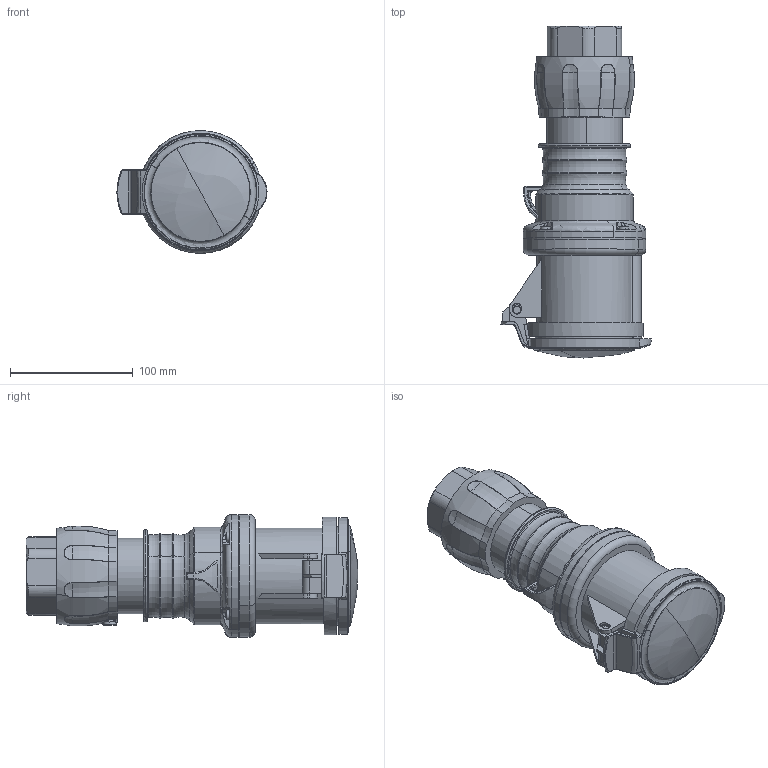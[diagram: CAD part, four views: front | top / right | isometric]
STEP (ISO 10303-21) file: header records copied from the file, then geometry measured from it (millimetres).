
FILE_DESCRIPTION((''),'2;1');
FILE_NAME('GW63016H_SW0002','2020-09-07T10:23:00',('User'),('Technoprobe spa'),'CREO PARAMETRIC BY PTC INC, 2020074','CREO PARAMETRIC BY PTC INC, 2020074','');
FILE_SCHEMA(('CONFIG_CONTROL_DESIGN'));
Length unit declared in the file: millimetre
Products named in the file (1): GW63016H_SW0002
Bounding box: 122.2 x 270.28 x 99.97 mm (x, y, z)
Volume: 1278334.5 mm3; surface area: 103573.6 mm2
Topology: 1 solids, 1 shells, 486 faces, 1312 edges, 834 vertices
Faces by surface type: plane 152, cylinder 99, torus 78, bspline 77, cone 66, sphere 14
Entity records: 24623 total; most frequent: CARTESIAN_POINT 13251, ORIENTED_EDGE 2600, DIRECTION 2093, EDGE_CURVE 1300, AXIS2_PLACEMENT_3D 879, VERTEX_POINT 834, EDGE_LOOP 514, B_SPLINE_CURVE_WITH_KNOTS 495
